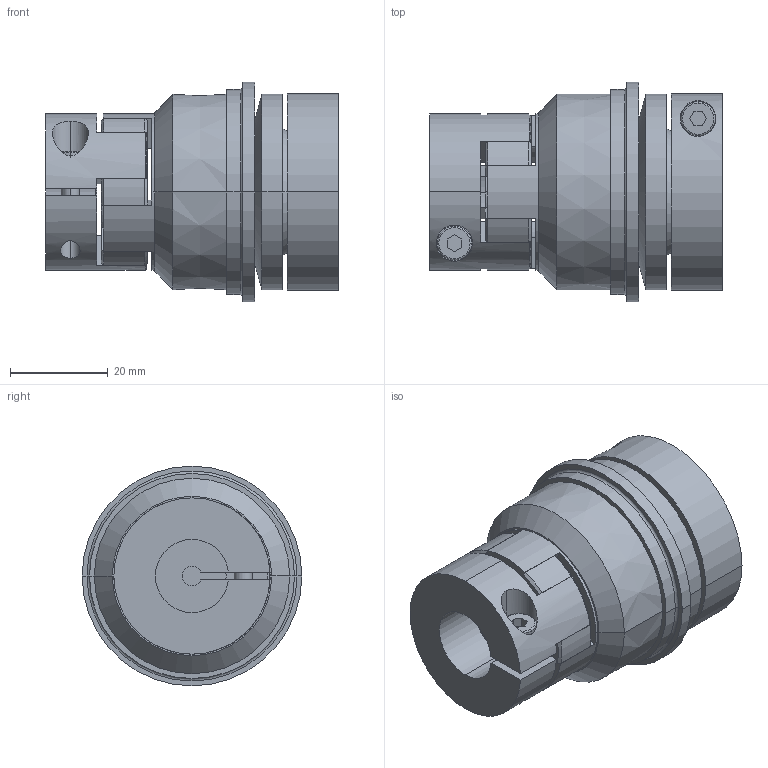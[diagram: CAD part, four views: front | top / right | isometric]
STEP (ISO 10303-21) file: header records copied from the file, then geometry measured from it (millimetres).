
FILE_DESCRIPTION(('STEP AP214'),'1');
FILE_NAME('cctmp_3DF3ADEB-9AAD-4C59-9ACA-42A1A6DDF52E_2023_06_14_14_24_47_0275..stp','2023-06-14T12:24:47',('R+W Antriebselemente GmbH'),('CADClick - www.CADClick.com'),'Spatial InterOp 3D',' ','unknown authorization');
FILE_SCHEMA(('AUTOMOTIVE_DESIGN'));
Length unit declared in the file: millimetre
Products named in the file (4): cc_unnamed; ES2/10/60/W/15/14/5/2-6_2; ES2/10/60/W/15/14/5/2-6_1; ES2/10/60/W/15/14/5/2-6
Assembly tree (3 placements, depth 2):
  cc_unnamed
    ES2/10/60/W/15/14/5/2-6_2
    ES2/10/60/W/15/14/5/2-6_1
    ES2/10/60/W/15/14/5/2-6
Bounding box: 60 x 45 x 45 mm (x, y, z)
Volume: 56356.3 mm3; surface area: 19996.8 mm2
Topology: 3 solids, 3 shells, 172 faces, 432 edges, 280 vertices
Faces by surface type: plane 69, cylinder 66, cone 28, torus 6, bspline 3
Entity records: 6964 total; most frequent: CARTESIAN_POINT 1222, DIRECTION 939, ORIENTED_EDGE 864, EDGE_CURVE 432, AXIS2_PLACEMENT_3D 351, VERTEX_POINT 280, LINE 237, VECTOR 237
